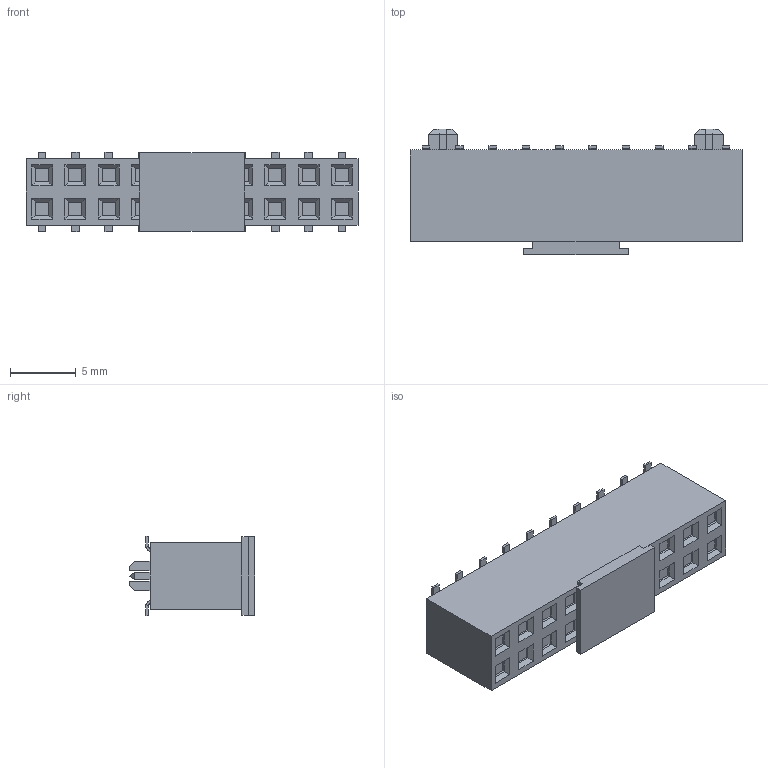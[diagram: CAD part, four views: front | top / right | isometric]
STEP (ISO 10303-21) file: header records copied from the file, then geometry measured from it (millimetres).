
FILE_DESCRIPTION((''),'2;1');
FILE_NAME('91618-310A_SW0001','2009-10-16T',('sspandia'),('FCI - ELX Division'),'PRO/ENGINEER BY PARAMETRIC TECHNOLOGY CORPORATION, 2008010','PRO/ENGINEER BY PARAMETRIC TECHNOLOGY CORPORATION, 2008010','');
FILE_SCHEMA(('CONFIG_CONTROL_DESIGN'));
Length unit declared in the file: millimetre
Products named in the file (1): 91618-310A_SW0001
Bounding box: 25.32 x 9.6 x 6.03 mm (x, y, z)
Volume: 941 mm3; surface area: 827.4 mm2
Topology: 1 solids, 1 shells, 398 faces, 904 edges, 548 vertices
Faces by surface type: plane 358, cylinder 40
Entity records: 10814 total; most frequent: CARTESIAN_POINT 1850, ORIENTED_EDGE 1808, DIRECTION 1780, EDGE_CURVE 904, VECTOR 824, LINE 824, VERTEX_POINT 548, AXIS2_PLACEMENT_3D 478
